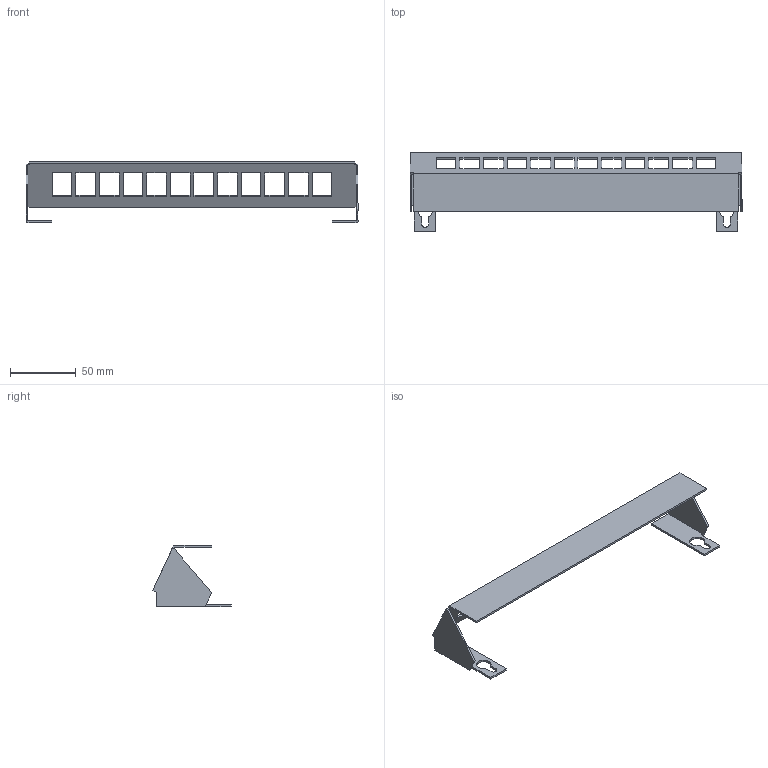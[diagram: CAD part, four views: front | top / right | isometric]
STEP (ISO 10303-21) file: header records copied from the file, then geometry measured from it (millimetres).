
FILE_DESCRIPTION (( 'STEP AP214' ), '1' );
FILE_NAME ('TI5-50D-PP-012 TITAN 5 Ïàò÷-ïàíåëü íà 12 ìîäóëåé òèïà Keystone IEK.STEP', '2024-12-06T12:07:52', ( '' ), ( '' ), 'SwSTEP 2.0', 'SolidWorks 2022', '' );
FILE_SCHEMA (( 'AUTOMOTIVE_DESIGN' ));
Length unit declared in the file: millimetre
Products named in the file (1): TI5-50D-PP-012 TITAN 5 Патч-панель на 12 модулей типа Keystone IEK
Bounding box: 253 x 60 x 46.9 mm (x, y, z)
Volume: 25642.8 mm3; surface area: 36980.9 mm2
Topology: 1 solids, 1 shells, 108 faces, 318 edges, 212 vertices
Faces by surface type: plane 96, cylinder 8, bspline 4
Entity records: 3856 total; most frequent: CARTESIAN_POINT 915, ORIENTED_EDGE 636, DIRECTION 528, EDGE_CURVE 318, LINE 286, VECTOR 286, VERTEX_POINT 212, EDGE_LOOP 136
